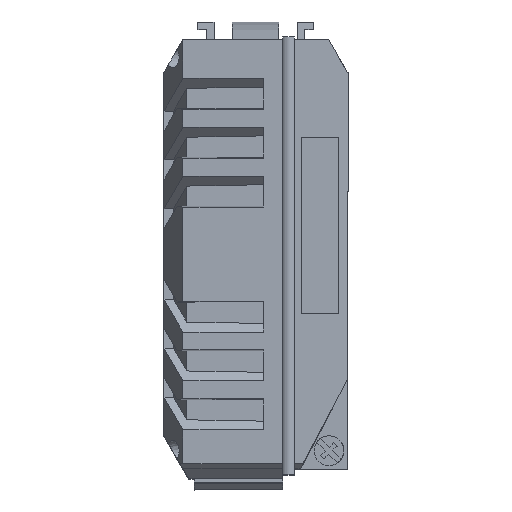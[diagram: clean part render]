
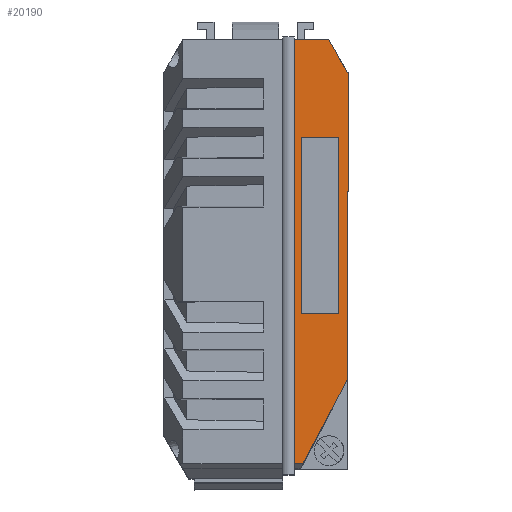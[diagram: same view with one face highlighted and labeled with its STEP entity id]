
A CAD part, top view. The second image highlights one B-rep face of the part: STEP entity #20190.
In plain terms, the highlighted face is planar.
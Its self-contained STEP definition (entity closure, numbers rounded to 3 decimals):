
#12010=CARTESIAN_POINT('',(37.5,113.05,
147.775));
#12020=VERTEX_POINT('',#12010);
#12050=CARTESIAN_POINT('',(37.5,113.008,
152.55));
#12060=DIRECTION('',(0.,0.009,
-1.));
#12070=VECTOR('',#12060,1.);
#12080=LINE('',#12050,#12070);
#12090=CARTESIAN_POINT('',(37.5,113.1,
142.05));
#12100=VERTEX_POINT('',#12090);
#12110=EDGE_CURVE('',#12020,#12100,#12080,.T.);
#14540=CARTESIAN_POINT('',(12.,113.021,
151.05));
#14550=VERTEX_POINT('',#14540);
#14580=CARTESIAN_POINT('',(46.596,113.021,
151.05));
#14590=DIRECTION('',(1.,0.,0.));
#14600=VECTOR('',#14590,1.);
#14610=LINE('',#14580,#14600);
#14620=CARTESIAN_POINT('',(32.,113.021,
151.05));
#14630=VERTEX_POINT('',#14620);
#14640=EDGE_CURVE('',#14550,#14630,#14610,.T.);
#18530=CARTESIAN_POINT('',(-19.5,113.022,
150.95));
#18540=VERTEX_POINT('',#18530);
#18570=CARTESIAN_POINT('',(46.596,113.022,
150.95));
#18580=DIRECTION('',(1.,0.,0.));
#18590=VECTOR('',#18580,1.);
#18600=LINE('',#18570,#18590);
#18610=CARTESIAN_POINT('',(12.,113.022,
150.95));
#18620=VERTEX_POINT('',#18610);
#18630=EDGE_CURVE('',#18540,#18620,#18600,.T.);
#19220=CARTESIAN_POINT('',(12.,112.992,
154.45));
#19230=DIRECTION('',(0.,0.009,
-1.));
#19240=VECTOR('',#19230,1.);
#19250=LINE('',#19220,#19240);
#19260=EDGE_CURVE('',#14550,#18620,#19250,.T.);
#19380=CARTESIAN_POINT('',(32.283,113.067,
145.808));
#19390=DIRECTION('',(0.,1.,
0.009));
#19400=DIRECTION('',(-1.,0.,0.));
#19410=AXIS2_PLACEMENT_3D('',#19380,#19390,#19400);
#19420=PLANE('',#19410);
#19430=CARTESIAN_POINT('',(48.1,113.1,
142.05));
#19440=DIRECTION('',(-1.,0.,0.));
#19450=VECTOR('',#19440,1.);
#19460=LINE('',#19430,#19450);
#19470=CARTESIAN_POINT('',(-33.7,113.1,
142.05));
#19480=VERTEX_POINT('',#19470);
#19490=EDGE_CURVE('',#12100,#19480,#19460,.T.);
#19500=ORIENTED_EDGE('',*,*,#19490,.T.);
#19510=ORIENTED_EDGE('',*,*,#12110,.T.);
#19520=CARTESIAN_POINT('',(46.596,113.096,
142.523));
#19530=DIRECTION('',(-0.866,-0.004,
0.5));
#19540=VECTOR('',#19530,1.);
#19550=LINE('',#19520,#19540);
#19560=CARTESIAN_POINT('',(32.,113.022,
150.95));
#19570=VERTEX_POINT('',#19560);
#19580=EDGE_CURVE('',#12020,#19570,#19550,.T.);
#19590=ORIENTED_EDGE('',*,*,#19580,.F.);
#19600=CARTESIAN_POINT('',(32.,112.992,
154.45));
#19610=DIRECTION('',(0.,0.009,
-1.));
#19620=VECTOR('',#19610,1.);
#19630=LINE('',#19600,#19620);
#19640=EDGE_CURVE('',#14630,#19570,#19630,.T.);
#19650=ORIENTED_EDGE('',*,*,#19640,.T.);
#19660=ORIENTED_EDGE('',*,*,#14640,.T.);
#19670=ORIENTED_EDGE('',*,*,#19260,.F.);
#19680=ORIENTED_EDGE('',*,*,#18630,.T.);
#19690=CARTESIAN_POINT('',(46.596,112.719,
185.76));
#19700=DIRECTION('',(0.885,-0.004,
0.466));
#19710=VECTOR('',#19700,1.);
#19720=LINE('',#19690,#19710);
#19730=CARTESIAN_POINT('',(-33.7,113.088,
143.471));
#19740=VERTEX_POINT('',#19730);
#19750=EDGE_CURVE('',#19740,#18540,#19720,.T.);
#19760=ORIENTED_EDGE('',*,*,#19750,.T.);
#19770=CARTESIAN_POINT('',(-33.7,112.992,
154.45));
#19780=DIRECTION('',(0.,0.009,
-1.));
#19790=VECTOR('',#19780,1.);
#19800=LINE('',#19770,#19790);
#19810=EDGE_CURVE('',#19740,#19480,#19800,.T.);
#19820=ORIENTED_EDGE('',*,*,#19810,.F.);
#19830=EDGE_LOOP('',(#19820,#19760,#19680,#19670,#19660,#19650,#19590,
#19510,#19500));
#19840=FACE_OUTER_BOUND('',#19830,.T.);
#19850=CARTESIAN_POINT('',(-8.5,112.992,
154.45));
#19860=DIRECTION('',(0.,-0.009,
1.));
#19870=VECTOR('',#19860,1.);
#19880=LINE('',#19850,#19870);
#19890=CARTESIAN_POINT('',(-8.5,113.09,
143.187));
#19900=VERTEX_POINT('',#19890);
#19910=CARTESIAN_POINT('',(-8.5,113.035,
149.512));
#19920=VERTEX_POINT('',#19910);
#19930=EDGE_CURVE('',#19900,#19920,#19880,.T.);
#19940=ORIENTED_EDGE('',*,*,#19930,.F.);
#19950=CARTESIAN_POINT('',(46.596,113.035,
149.512));
#19960=DIRECTION('',(-1.,0.,0.));
#19970=VECTOR('',#19960,1.);
#19980=LINE('',#19950,#19970);
#19990=CARTESIAN_POINT('',(21.,113.035,
149.512));
#20000=VERTEX_POINT('',#19990);
#20010=EDGE_CURVE('',#20000,#19920,#19980,.T.);
#20020=ORIENTED_EDGE('',*,*,#20010,.T.);
#20030=CARTESIAN_POINT('',(21.,112.992,
154.45));
#20040=DIRECTION('',(0.,0.009,
-1.));
#20050=VECTOR('',#20040,1.);
#20060=LINE('',#20030,#20050);
#20070=CARTESIAN_POINT('',(21.,113.09,
143.187));
#20080=VERTEX_POINT('',#20070);
#20090=EDGE_CURVE('',#20000,#20080,#20060,.T.);
#20100=ORIENTED_EDGE('',*,*,#20090,.F.);
#20110=CARTESIAN_POINT('',(46.596,113.09,
143.187));
#20120=DIRECTION('',(1.,0.,0.));
#20130=VECTOR('',#20120,1.);
#20140=LINE('',#20110,#20130);
#20150=EDGE_CURVE('',#19900,#20080,#20140,.T.);
#20160=ORIENTED_EDGE('',*,*,#20150,.T.);
#20170=EDGE_LOOP('',(#20160,#20100,#20020,#19940));
#20180=FACE_BOUND('',#20170,.T.);
#20190=ADVANCED_FACE('',(#19840,#20180),#19420,.T.);
